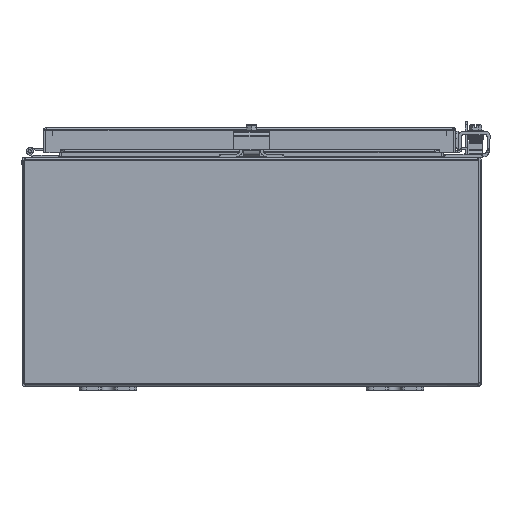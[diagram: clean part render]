
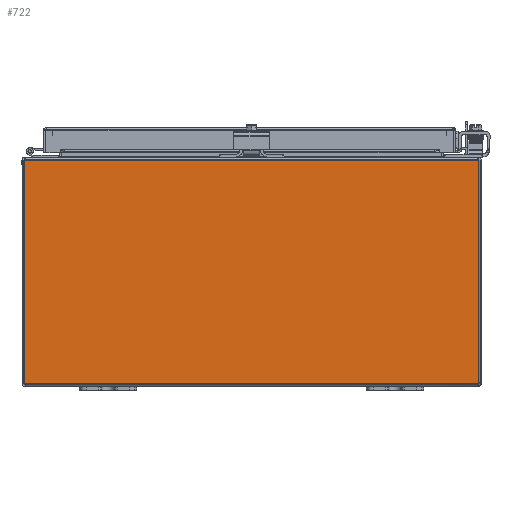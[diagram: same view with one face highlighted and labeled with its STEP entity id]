
A CAD part, front view. The second image highlights one B-rep face of the part: STEP entity #722.
In plain terms, the highlighted planar face has unit normal (0, -1, 0).
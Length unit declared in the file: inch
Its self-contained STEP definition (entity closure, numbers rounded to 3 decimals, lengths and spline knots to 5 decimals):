
#722 = ADVANCED_FACE ( 'NONE', ( #12324 ), #32889, .F. ) ;
#964 = CARTESIAN_POINT ( 'NONE',  ( 7.963, -12., 0.12745 ) ) ;
#2625 = EDGE_CURVE ( 'NONE', #4389, #23546, #15600, .T. ) ;
#2806 = AXIS2_PLACEMENT_3D ( 'NONE', #41381, #41320, #41270 ) ;
#3027 = EDGE_CURVE ( 'NONE', #4389, #22086, #31977, .T. ) ;
#3080 = EDGE_CURVE ( 'NONE', #23546, #19838, #34594, .T. ) ;
#3085 = EDGE_CURVE ( 'NONE', #19838, #10598, #33012, .T. ) ;
#4389 = VERTEX_POINT ( 'NONE', #19952 ) ;
#5845 = AXIS2_PLACEMENT_3D ( 'NONE', #16527, #16388, #16294 ) ;
#6242 = EDGE_CURVE ( 'NONE', #39245, #10598, #36120, .T. ) ;
#9762 = CARTESIAN_POINT ( 'NONE',  ( 7.91495, -12., 7.89475 ) ) ;
#10598 = VERTEX_POINT ( 'NONE', #964 ) ;
#11312 = ORIENTED_EDGE ( 'NONE', *, *, #6242, .F. ) ;
#11650 = ORIENTED_EDGE ( 'NONE', *, *, #3085, .T. ) ;
#11686 = ORIENTED_EDGE ( 'NONE', *, *, #3080, .T. ) ;
#11910 = ORIENTED_EDGE ( 'NONE', *, *, #2625, .T. ) ;
#12324 = FACE_OUTER_BOUND ( 'NONE', #35685, .T. ) ;
#12460 = ORIENTED_EDGE ( 'NONE', *, *, #3027, .F. ) ;
#12543 = ORIENTED_EDGE ( 'NONE', *, *, #39490, .T. ) ;
#13029 = ORIENTED_EDGE ( 'NONE', *, *, #34084, .T. ) ;
#13073 = ORIENTED_EDGE ( 'NONE', *, *, #41577, .T. ) ;
#15600 = CIRCLE ( 'NONE', #5845, 0.07 ) ;
#15691 = CARTESIAN_POINT ( 'NONE',  ( -7.91495, -12., 7.89475 ) ) ;
#16294 = DIRECTION ( 'NONE',  ( 1., 0., 0. ) ) ;
#16388 = DIRECTION ( 'NONE',  ( 0., 1., 0. ) ) ;
#16527 = CARTESIAN_POINT ( 'NONE',  ( -7.93789, -12., 0.06211 ) ) ;
#17426 = AXIS2_PLACEMENT_3D ( 'NONE', #29392, #29335, #29191 ) ;
#17540 = CARTESIAN_POINT ( 'NONE',  ( -7.963, -12., 7.89475 ) ) ;
#18391 = CARTESIAN_POINT ( 'NONE',  ( -7.963, -12., 0.12745 ) ) ;
#19838 = VERTEX_POINT ( 'NONE', #31145 ) ;
#19952 = CARTESIAN_POINT ( 'NONE',  ( -7.963, -12., 0.12745 ) ) ;
#19959 = CARTESIAN_POINT ( 'NONE',  ( 7.963, -12., 7.89475 ) ) ;
#22000 = LINE ( 'NONE', #25581, #28659 ) ;
#22086 = VERTEX_POINT ( 'NONE', #17540 ) ;
#22714 = DIRECTION ( 'NONE',  ( -1., 0., 0. ) ) ;
#23007 = CARTESIAN_POINT ( 'NONE',  ( 7.963, -12., 7.89475 ) ) ;
#23546 = VERTEX_POINT ( 'NONE', #31680 ) ;
#23936 = DIRECTION ( 'NONE',  ( 1., 0., 0. ) ) ;
#23995 = VECTOR ( 'NONE', #26422, 39.37008 ) ;
#24946 = DIRECTION ( 'NONE',  ( -1., 0., 0. ) ) ;
#25476 = VECTOR ( 'NONE', #31366, 39.37008 ) ;
#25581 = CARTESIAN_POINT ( 'NONE',  ( 7.91495, -12., 7.89475 ) ) ;
#26422 = DIRECTION ( 'NONE',  ( -1., 0., 0. ) ) ;
#27341 = DIRECTION ( 'NONE',  ( 0., 0., 1. ) ) ;
#28659 = VECTOR ( 'NONE', #24946, 39.37008 ) ;
#29191 = DIRECTION ( 'NONE',  ( 1., 0., 0. ) ) ;
#29335 = DIRECTION ( 'NONE',  ( 0., 1., 0. ) ) ;
#29392 = CARTESIAN_POINT ( 'NONE',  ( 0., -12., 4.00948 ) ) ;
#30395 = CARTESIAN_POINT ( 'NONE',  ( -7.88277, -12., 0.10525 ) ) ;
#30944 = CARTESIAN_POINT ( 'NONE',  ( 7.963, -12., 7.89475 ) ) ;
#31145 = CARTESIAN_POINT ( 'NONE',  ( 7.88277, -12., 0.10525 ) ) ;
#31366 = DIRECTION ( 'NONE',  ( 0., 0., -1. ) ) ;
#31680 = CARTESIAN_POINT ( 'NONE',  ( -7.88277, -12., 0.10525 ) ) ;
#31709 = VECTOR ( 'NONE', #27341, 39.37008 ) ;
#31977 = LINE ( 'NONE', #18391, #31709 ) ;
#32053 = CARTESIAN_POINT ( 'NONE',  ( -7.91495, -12., 7.89475 ) ) ;
#32715 = VERTEX_POINT ( 'NONE', #32053 ) ;
#32889 = PLANE ( 'NONE',  #17426 ) ;
#33012 = CIRCLE ( 'NONE', #2806, 0.07 ) ;
#34084 = EDGE_CURVE ( 'NONE', #35672, #32715, #22000, .T. ) ;
#34594 = LINE ( 'NONE', #30395, #37487 ) ;
#35672 = VERTEX_POINT ( 'NONE', #9762 ) ;
#35685 = EDGE_LOOP ( 'NONE', ( #13073, #13029, #12543, #12460, #11910, #11686, #11650, #11312 ) ) ;
#36120 = LINE ( 'NONE', #30944, #25476 ) ;
#37487 = VECTOR ( 'NONE', #23936, 39.37008 ) ;
#39245 = VERTEX_POINT ( 'NONE', #19959 ) ;
#39490 = EDGE_CURVE ( 'NONE', #32715, #22086, #41273, .T. ) ;
#40253 = VECTOR ( 'NONE', #22714, 39.37008 ) ;
#41270 = DIRECTION ( 'NONE',  ( 1., 0., 0. ) ) ;
#41273 = LINE ( 'NONE', #15691, #23995 ) ;
#41283 = LINE ( 'NONE', #23007, #40253 ) ;
#41320 = DIRECTION ( 'NONE',  ( 0., 1., 0. ) ) ;
#41381 = CARTESIAN_POINT ( 'NONE',  ( 7.93789, -12., 0.06211 ) ) ;
#41577 = EDGE_CURVE ( 'NONE', #39245, #35672, #41283, .T. ) ;
